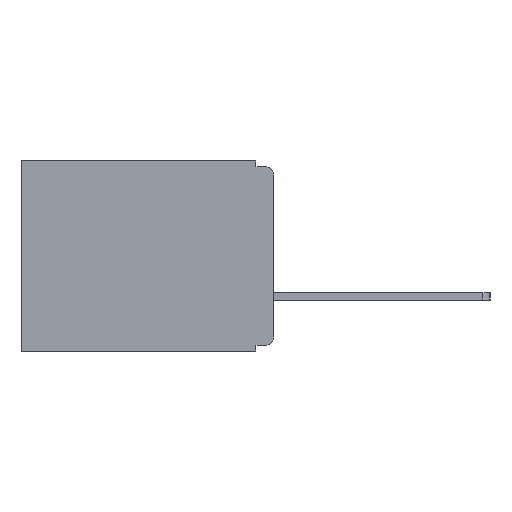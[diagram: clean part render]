
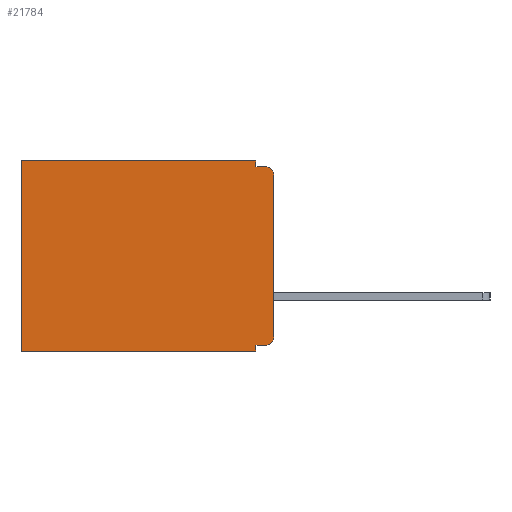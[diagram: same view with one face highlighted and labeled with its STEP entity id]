
A CAD part, left-side view. The second image highlights one B-rep face of the part: STEP entity #21784.
In plain terms, the highlighted planar face has unit normal (-1, 0, 0).
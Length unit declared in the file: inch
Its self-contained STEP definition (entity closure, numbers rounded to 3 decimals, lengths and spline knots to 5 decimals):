
#384 = VERTEX_POINT ( 'NONE', #2568 ) ;
#588 = CARTESIAN_POINT ( 'NONE',  ( 0.3, 0.031, -0.33 ) ) ;
#716 = AXIS2_PLACEMENT_3D ( 'NONE', #27628, #14675, #1462 ) ;
#980 = VERTEX_POINT ( 'NONE', #588 ) ;
#1012 = CARTESIAN_POINT ( 'NONE',  ( 0.3, 0.437, 0. ) ) ;
#1462 = DIRECTION ( 'NONE',  ( 0., 0., -1. ) ) ;
#1550 = VECTOR ( 'NONE', #27135, 39.37008 ) ;
#1621 = DIRECTION ( 'NONE',  ( 0., 1., 0. ) ) ;
#1883 = DIRECTION ( 'NONE',  ( 0., 0., -1. ) ) ;
#2271 = FACE_OUTER_BOUND ( 'NONE', #16523, .T. ) ;
#2568 = CARTESIAN_POINT ( 'NONE',  ( 0.3, 0.031, 0. ) ) ;
#2597 = AXIS2_PLACEMENT_3D ( 'NONE', #19254, #6098, #21466 ) ;
#2923 = CARTESIAN_POINT ( 'NONE',  ( 0.3, 0.437, -0.33 ) ) ;
#3639 = VERTEX_POINT ( 'NONE', #11510 ) ;
#3665 = VERTEX_POINT ( 'NONE', #1012 ) ;
#4692 = VERTEX_POINT ( 'NONE', #18772 ) ;
#4957 = LINE ( 'NONE', #28026, #21828 ) ;
#5253 = CARTESIAN_POINT ( 'NONE',  ( 0.3, 0.031, -0.33 ) ) ;
#5273 = DIRECTION ( 'NONE',  ( 0., 1., 0. ) ) ;
#5394 = DIRECTION ( 'NONE',  ( 0., 1., 0. ) ) ;
#5493 = AXIS2_PLACEMENT_3D ( 'NONE', #6387, #8625, #23962 ) ;
#5605 = VECTOR ( 'NONE', #1621, 39.37008 ) ;
#5617 = LINE ( 'NONE', #19037, #22460 ) ;
#5778 = DIRECTION ( 'NONE',  ( 0., -1., 0. ) ) ;
#6098 = DIRECTION ( 'NONE',  ( -1., 0., 0. ) ) ;
#6387 = CARTESIAN_POINT ( 'NONE',  ( 0.3, 0., -0.33 ) ) ;
#6388 = VERTEX_POINT ( 'NONE', #16796 ) ;
#6882 = VECTOR ( 'NONE', #1883, 39.37008 ) ;
#7156 = EDGE_CURVE ( 'NONE', #3665, #26763, #18558, .T. ) ;
#7339 = LINE ( 'NONE', #20796, #18990 ) ;
#7365 = EDGE_CURVE ( 'NONE', #9184, #21014, #24022, .T. ) ;
#7451 = LINE ( 'NONE', #5253, #1550 ) ;
#7475 = CARTESIAN_POINT ( 'NONE',  ( 0.3, 0.437, -0.33 ) ) ;
#7723 = CARTESIAN_POINT ( 'NONE',  ( 0.3, 0., -0.305 ) ) ;
#8289 = ORIENTED_EDGE ( 'NONE', *, *, #7365, .F. ) ;
#8402 = ORIENTED_EDGE ( 'NONE', *, *, #20349, .F. ) ;
#8625 = DIRECTION ( 'NONE',  ( 1., 0., 0. ) ) ;
#9184 = VERTEX_POINT ( 'NONE', #17257 ) ;
#9991 = EDGE_CURVE ( 'NONE', #3639, #980, #7451, .T. ) ;
#10340 = EDGE_CURVE ( 'NONE', #384, #4692, #4957, .T. ) ;
#11060 = ORIENTED_EDGE ( 'NONE', *, *, #9991, .F. ) ;
#11148 = EDGE_CURVE ( 'NONE', #13662, #3639, #23160, .T. ) ;
#11510 = CARTESIAN_POINT ( 'NONE',  ( 0.3, 0.031, -0.32 ) ) ;
#12428 = ORIENTED_EDGE ( 'NONE', *, *, #7156, .T. ) ;
#13662 = VERTEX_POINT ( 'NONE', #24074 ) ;
#14056 = CIRCLE ( 'NONE', #2597, 0.015 ) ;
#14649 = EDGE_CURVE ( 'NONE', #13662, #21014, #17595, .T. ) ;
#14675 = DIRECTION ( 'NONE',  ( -1., 0., 0. ) ) ;
#15819 = ORIENTED_EDGE ( 'NONE', *, *, #14649, .T. ) ;
#16523 = EDGE_LOOP ( 'NONE', ( #8289, #18915, #21852, #24803, #23194, #12428, #8402, #11060, #18559, #15819 ) ) ;
#16796 = CARTESIAN_POINT ( 'NONE',  ( 0.3, 0.015, -0.01 ) ) ;
#17039 = CARTESIAN_POINT ( 'NONE',  ( 0.3, 0., -0.32 ) ) ;
#17257 = CARTESIAN_POINT ( 'NONE',  ( 0.3, 0., -0.025 ) ) ;
#17595 = CIRCLE ( 'NONE', #716, 0.015 ) ;
#18558 = LINE ( 'NONE', #2923, #6882 ) ;
#18559 = ORIENTED_EDGE ( 'NONE', *, *, #11148, .F. ) ;
#18772 = CARTESIAN_POINT ( 'NONE',  ( 0.3, 0.031, -0.01 ) ) ;
#18869 = VECTOR ( 'NONE', #22661, 39.37008 ) ;
#18915 = ORIENTED_EDGE ( 'NONE', *, *, #24301, .T. ) ;
#18990 = VECTOR ( 'NONE', #5394, 39.37008 ) ;
#19037 = CARTESIAN_POINT ( 'NONE',  ( 0.3, 0., -0.01 ) ) ;
#19254 = CARTESIAN_POINT ( 'NONE',  ( 0.3, 0.015, -0.025 ) ) ;
#19468 = DIRECTION ( 'NONE',  ( 0., 0., -1. ) ) ;
#20349 = EDGE_CURVE ( 'NONE', #980, #26763, #28286, .T. ) ;
#20671 = CARTESIAN_POINT ( 'NONE',  ( 0.3, 0., -0.33 ) ) ;
#20796 = CARTESIAN_POINT ( 'NONE',  ( 0.3, 0., 0. ) ) ;
#21014 = VERTEX_POINT ( 'NONE', #7723 ) ;
#21466 = DIRECTION ( 'NONE',  ( 0., 0., -1. ) ) ;
#21753 = PLANE ( 'NONE',  #5493 ) ;
#21784 = ADVANCED_FACE ( 'NONE', ( #2271 ), #21753, .F. ) ;
#21828 = VECTOR ( 'NONE', #19468, 39.37008 ) ;
#21852 = ORIENTED_EDGE ( 'NONE', *, *, #22916, .F. ) ;
#22460 = VECTOR ( 'NONE', #5778, 39.37008 ) ;
#22661 = DIRECTION ( 'NONE',  ( 0., 0., -1. ) ) ;
#22725 = CARTESIAN_POINT ( 'NONE',  ( 0.3, 0., -0.33 ) ) ;
#22916 = EDGE_CURVE ( 'NONE', #4692, #6388, #5617, .T. ) ;
#23160 = LINE ( 'NONE', #17039, #5605 ) ;
#23194 = ORIENTED_EDGE ( 'NONE', *, *, #26800, .T. ) ;
#23962 = DIRECTION ( 'NONE',  ( 0., 0., -1. ) ) ;
#24022 = LINE ( 'NONE', #22725, #18869 ) ;
#24074 = CARTESIAN_POINT ( 'NONE',  ( 0.3, 0.015, -0.32 ) ) ;
#24301 = EDGE_CURVE ( 'NONE', #9184, #6388, #14056, .T. ) ;
#24803 = ORIENTED_EDGE ( 'NONE', *, *, #10340, .F. ) ;
#26763 = VERTEX_POINT ( 'NONE', #7475 ) ;
#26800 = EDGE_CURVE ( 'NONE', #384, #3665, #7339, .T. ) ;
#27135 = DIRECTION ( 'NONE',  ( 0., 0., -1. ) ) ;
#27628 = CARTESIAN_POINT ( 'NONE',  ( 0.3, 0.015, -0.305 ) ) ;
#27630 = VECTOR ( 'NONE', #5273, 39.37008 ) ;
#28026 = CARTESIAN_POINT ( 'NONE',  ( 0.3, 0.031, 0. ) ) ;
#28286 = LINE ( 'NONE', #20671, #27630 ) ;
